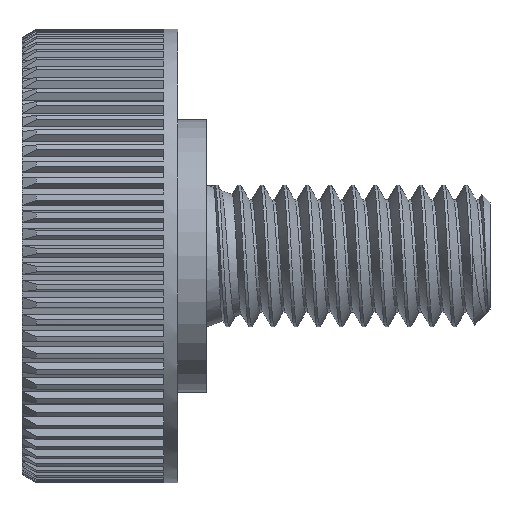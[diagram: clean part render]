
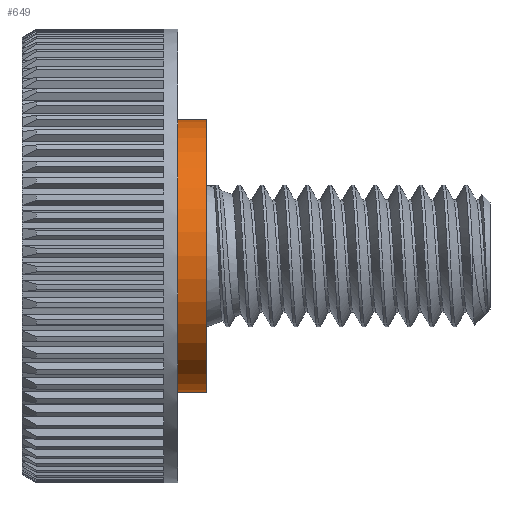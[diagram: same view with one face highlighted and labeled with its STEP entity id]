
A CAD part, top view. The second image highlights one B-rep face of the part: STEP entity #649.
In plain terms, the highlighted cylindrical face has radius 4.8 mm (diameter 9.6 mm), a partial arc.
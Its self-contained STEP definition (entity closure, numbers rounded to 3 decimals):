
#649 = ADVANCED_FACE ( 'NONE', ( #9570 ), #12113, .T. ) ;
#999 = VECTOR ( 'NONE', #7625, 1000. ) ;
#1463 = CARTESIAN_POINT ( 'NONE',  ( -6.25, 4.8, 0. ) ) ;
#2719 = ORIENTED_EDGE ( 'NONE', *, *, #15347, .F. ) ;
#2897 = EDGE_LOOP ( 'NONE', ( #9239, #6731, #2719, #6219 ) ) ;
#3150 = VERTEX_POINT ( 'NONE', #1463 ) ;
#3755 = CARTESIAN_POINT ( 'NONE',  ( -8.25, 0., 0. ) ) ;
#4427 = CIRCLE ( 'NONE', #14568, 4.8 ) ;
#4447 = CARTESIAN_POINT ( 'NONE',  ( -1.75, 0., 0. ) ) ;
#5443 = VERTEX_POINT ( 'NONE', #8045 ) ;
#5702 = DIRECTION ( 'NONE',  ( 0., -1., 0. ) ) ;
#6219 = ORIENTED_EDGE ( 'NONE', *, *, #14494, .F. ) ;
#6279 = LINE ( 'NONE', #11219, #12518 ) ;
#6362 = CARTESIAN_POINT ( 'NONE',  ( -8.25, -4.8, 0. ) ) ;
#6491 = CARTESIAN_POINT ( 'NONE',  ( -6.25, 0., 0. ) ) ;
#6672 = EDGE_CURVE ( 'NONE', #5443, #3150, #6279, .T. ) ;
#6674 = CARTESIAN_POINT ( 'NONE',  ( -1.75, -4.8, 0. ) ) ;
#6731 = ORIENTED_EDGE ( 'NONE', *, *, #6672, .T. ) ;
#7031 = AXIS2_PLACEMENT_3D ( 'NONE', #3755, #15236, #13716 ) ;
#7625 = DIRECTION ( 'NONE',  ( -1., 0., 0. ) ) ;
#7737 = DIRECTION ( 'NONE',  ( 0., -1., 0. ) ) ;
#8045 = CARTESIAN_POINT ( 'NONE',  ( -1.75, 4.8, 0. ) ) ;
#9239 = ORIENTED_EDGE ( 'NONE', *, *, #10818, .T. ) ;
#9304 = CIRCLE ( 'NONE', #15480, 4.8 ) ;
#9570 = FACE_OUTER_BOUND ( 'NONE', #2897, .T. ) ;
#9977 = DIRECTION ( 'NONE',  ( -1., 0., 0. ) ) ;
#10692 = CARTESIAN_POINT ( 'NONE',  ( -6.25, -4.8, 0. ) ) ;
#10818 = EDGE_CURVE ( 'NONE', #11724, #5443, #9304, .T. ) ;
#10884 = LINE ( 'NONE', #6362, #999 ) ;
#11219 = CARTESIAN_POINT ( 'NONE',  ( -8.25, 4.8, 0. ) ) ;
#11724 = VERTEX_POINT ( 'NONE', #6674 ) ;
#12113 = CYLINDRICAL_SURFACE ( 'NONE', #7031, 4.8 ) ;
#12518 = VECTOR ( 'NONE', #9977, 1000. ) ;
#13172 = DIRECTION ( 'NONE',  ( -1., 0., 0. ) ) ;
#13623 = VERTEX_POINT ( 'NONE', #10692 ) ;
#13716 = DIRECTION ( 'NONE',  ( 0., -1., 0. ) ) ;
#14494 = EDGE_CURVE ( 'NONE', #11724, #13623, #10884, .T. ) ;
#14568 = AXIS2_PLACEMENT_3D ( 'NONE', #6491, #15237, #7737 ) ;
#15236 = DIRECTION ( 'NONE',  ( -1., 0., 0. ) ) ;
#15237 = DIRECTION ( 'NONE',  ( -1., 0., 0. ) ) ;
#15347 = EDGE_CURVE ( 'NONE', #13623, #3150, #4427, .T. ) ;
#15480 = AXIS2_PLACEMENT_3D ( 'NONE', #4447, #13172, #5702 ) ;
